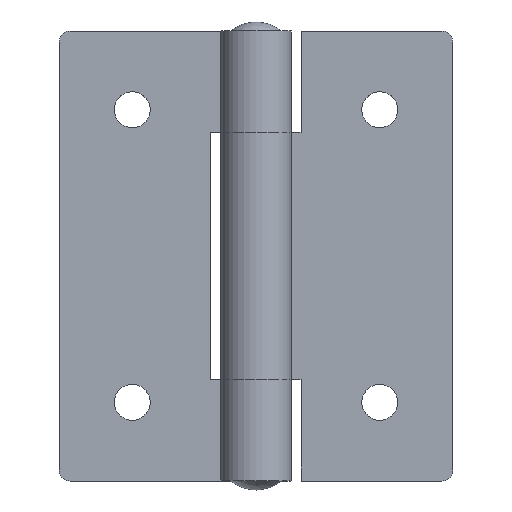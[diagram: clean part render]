
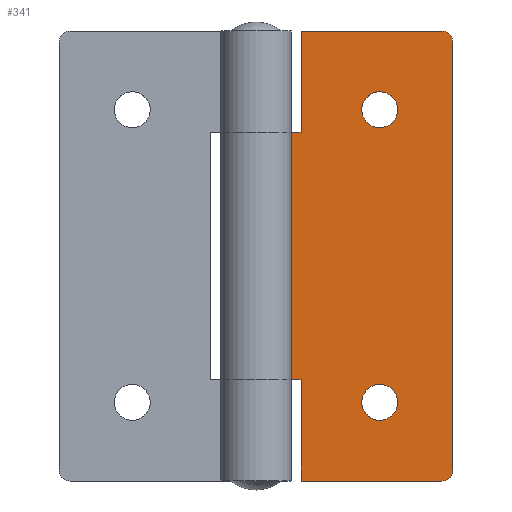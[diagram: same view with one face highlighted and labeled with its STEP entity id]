
A CAD part, top view. The second image highlights one B-rep face of the part: STEP entity #341.
In plain terms, the highlighted face is planar.
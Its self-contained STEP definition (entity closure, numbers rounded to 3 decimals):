
#38 = ORIENTED_EDGE ( 'NONE', *, *, #51, .T. ) ;
#51 = EDGE_CURVE ( 'NONE', #201, #171, #856, .T. ) ;
#62 = EDGE_CURVE ( 'NONE', #719, #798, #643, .T. ) ;
#87 = CARTESIAN_POINT ( 'NONE',  ( 16.5, -1.65, -19. ) ) ;
#89 = DIRECTION ( 'NONE',  ( 0., 1., 0. ) ) ;
#96 = ORIENTED_EDGE ( 'NONE', *, *, #1146, .F. ) ;
#102 = CARTESIAN_POINT ( 'NONE',  ( 11., -1.65, -13. ) ) ;
#106 = AXIS2_PLACEMENT_3D ( 'NONE', #998, #1169, #675 ) ;
#107 = VECTOR ( 'NONE', #1944, 1000. ) ;
#125 = LINE ( 'NONE', #1842, #1556 ) ;
#132 = CARTESIAN_POINT ( 'NONE',  ( 17.5, -1.65, -20. ) ) ;
#137 = ORIENTED_EDGE ( 'NONE', *, *, #1712, .T. ) ;
#147 = CARTESIAN_POINT ( 'NONE',  ( 4., -1.65, 20. ) ) ;
#152 = DIRECTION ( 'NONE',  ( 0., -1., 0. ) ) ;
#171 = VERTEX_POINT ( 'NONE', #667 ) ;
#185 = AXIS2_PLACEMENT_3D ( 'NONE', #87, #583, #1738 ) ;
#190 = VECTOR ( 'NONE', #1637, 1000. ) ;
#201 = VERTEX_POINT ( 'NONE', #566 ) ;
#252 = VERTEX_POINT ( 'NONE', #1378 ) ;
#274 = DIRECTION ( 'NONE',  ( -1., 0., 0. ) ) ;
#297 = FACE_BOUND ( 'NONE', #924, .T. ) ;
#321 = CARTESIAN_POINT ( 'NONE',  ( 17.5, -1.65, 19. ) ) ;
#335 = CARTESIAN_POINT ( 'NONE',  ( 4., -1.65, 20. ) ) ;
#341 = ADVANCED_FACE ( 'NONE', ( #297, #2069, #639 ), #957, .F. ) ;
#347 = ORIENTED_EDGE ( 'NONE', *, *, #1104, .T. ) ;
#373 = VECTOR ( 'NONE', #994, 1000. ) ;
#385 = EDGE_CURVE ( 'NONE', #252, #1811, #545, .T. ) ;
#395 = ORIENTED_EDGE ( 'NONE', *, *, #385, .T. ) ;
#416 = CARTESIAN_POINT ( 'NONE',  ( 2.683, -1.65, 20. ) ) ;
#424 = CARTESIAN_POINT ( 'NONE',  ( 9.4, -1.65, -13. ) ) ;
#439 = CARTESIAN_POINT ( 'NONE',  ( 9.4, -1.65, 13. ) ) ;
#477 = CARTESIAN_POINT ( 'NONE',  ( 17.5, -1.65, 20. ) ) ;
#484 = VECTOR ( 'NONE', #1532, 1000. ) ;
#509 = LINE ( 'NONE', #1873, #1082 ) ;
#516 = EDGE_CURVE ( 'NONE', #798, #719, #1350, .T. ) ;
#518 = CARTESIAN_POINT ( 'NONE',  ( 17.5, -1.65, 11. ) ) ;
#538 = ORIENTED_EDGE ( 'NONE', *, *, #516, .F. ) ;
#545 = CIRCLE ( 'NONE', #2026, 1. ) ;
#566 = CARTESIAN_POINT ( 'NONE',  ( 2.683, -1.65, 11. ) ) ;
#583 = DIRECTION ( 'NONE',  ( 0., 1., 0. ) ) ;
#639 = FACE_OUTER_BOUND ( 'NONE', #1023, .T. ) ;
#643 = CIRCLE ( 'NONE', #809, 1.6 ) ;
#663 = EDGE_CURVE ( 'NONE', #1315, #831, #125, .T. ) ;
#667 = CARTESIAN_POINT ( 'NONE',  ( 4., -1.65, 11. ) ) ;
#675 = DIRECTION ( 'NONE',  ( -1., 0., 0. ) ) ;
#687 = ORIENTED_EDGE ( 'NONE', *, *, #62, .F. ) ;
#709 = AXIS2_PLACEMENT_3D ( 'NONE', #102, #1917, #274 ) ;
#719 = VERTEX_POINT ( 'NONE', #439 ) ;
#759 = DIRECTION ( 'NONE',  ( -1., 0., 0. ) ) ;
#767 = EDGE_CURVE ( 'NONE', #1588, #1987, #1728, .T. ) ;
#798 = VERTEX_POINT ( 'NONE', #1368 ) ;
#809 = AXIS2_PLACEMENT_3D ( 'NONE', #1816, #1359, #1808 ) ;
#831 = VERTEX_POINT ( 'NONE', #2019 ) ;
#856 = LINE ( 'NONE', #518, #373 ) ;
#865 = EDGE_LOOP ( 'NONE', ( #1109, #1257 ) ) ;
#901 = LINE ( 'NONE', #1033, #1080 ) ;
#914 = DIRECTION ( 'NONE',  ( -1., 0., 0. ) ) ;
#922 = EDGE_CURVE ( 'NONE', #1224, #1315, #1088, .T. ) ;
#924 = EDGE_LOOP ( 'NONE', ( #687, #538 ) ) ;
#945 = AXIS2_PLACEMENT_3D ( 'NONE', #477, #152, #1284 ) ;
#951 = ORIENTED_EDGE ( 'NONE', *, *, #663, .T. ) ;
#957 = PLANE ( 'NONE',  #945 ) ;
#959 = CARTESIAN_POINT ( 'NONE',  ( 4., -1.65, -11. ) ) ;
#980 = AXIS2_PLACEMENT_3D ( 'NONE', #1524, #89, #1725 ) ;
#994 = DIRECTION ( 'NONE',  ( 1., 0., 0. ) ) ;
#998 = CARTESIAN_POINT ( 'NONE',  ( 11., -1.65, 13. ) ) ;
#1023 = EDGE_LOOP ( 'NONE', ( #1344, #395, #1245, #347, #1841, #1054, #951, #96, #38, #137 ) ) ;
#1030 = EDGE_CURVE ( 'NONE', #2040, #1224, #1197, .T. ) ;
#1033 = CARTESIAN_POINT ( 'NONE',  ( 17.5, -1.65, 20. ) ) ;
#1042 = VECTOR ( 'NONE', #1050, 1000. ) ;
#1050 = DIRECTION ( 'NONE',  ( 0., 0., -1. ) ) ;
#1054 = ORIENTED_EDGE ( 'NONE', *, *, #922, .T. ) ;
#1059 = VERTEX_POINT ( 'NONE', #1207 ) ;
#1080 = VECTOR ( 'NONE', #914, 1000. ) ;
#1082 = VECTOR ( 'NONE', #1709, 1000. ) ;
#1088 = LINE ( 'NONE', #147, #107 ) ;
#1103 = EDGE_CURVE ( 'NONE', #252, #1202, #901, .T. ) ;
#1104 = EDGE_CURVE ( 'NONE', #1059, #2040, #1597, .T. ) ;
#1109 = ORIENTED_EDGE ( 'NONE', *, *, #1961, .F. ) ;
#1129 = LINE ( 'NONE', #335, #190 ) ;
#1146 = EDGE_CURVE ( 'NONE', #201, #831, #1415, .T. ) ;
#1169 = DIRECTION ( 'NONE',  ( 0., 1., 0. ) ) ;
#1197 = LINE ( 'NONE', #132, #484 ) ;
#1202 = VERTEX_POINT ( 'NONE', #1279 ) ;
#1207 = CARTESIAN_POINT ( 'NONE',  ( 17.5, -1.65, -19. ) ) ;
#1224 = VERTEX_POINT ( 'NONE', #1460 ) ;
#1245 = ORIENTED_EDGE ( 'NONE', *, *, #1457, .T. ) ;
#1257 = ORIENTED_EDGE ( 'NONE', *, *, #767, .F. ) ;
#1279 = CARTESIAN_POINT ( 'NONE',  ( 4., -1.65, 20. ) ) ;
#1284 = DIRECTION ( 'NONE',  ( 1., 0., 0. ) ) ;
#1315 = VERTEX_POINT ( 'NONE', #959 ) ;
#1344 = ORIENTED_EDGE ( 'NONE', *, *, #1103, .F. ) ;
#1350 = CIRCLE ( 'NONE', #106, 1.6 ) ;
#1359 = DIRECTION ( 'NONE',  ( 0., 1., 0. ) ) ;
#1368 = CARTESIAN_POINT ( 'NONE',  ( 12.6, -1.65, 13. ) ) ;
#1378 = CARTESIAN_POINT ( 'NONE',  ( 16.5, -1.65, 20. ) ) ;
#1415 = LINE ( 'NONE', #416, #1042 ) ;
#1457 = EDGE_CURVE ( 'NONE', #1811, #1059, #509, .T. ) ;
#1460 = CARTESIAN_POINT ( 'NONE',  ( 4., -1.65, -20. ) ) ;
#1524 = CARTESIAN_POINT ( 'NONE',  ( 11., -1.65, -13. ) ) ;
#1532 = DIRECTION ( 'NONE',  ( -1., 0., 0. ) ) ;
#1556 = VECTOR ( 'NONE', #759, 1000. ) ;
#1588 = VERTEX_POINT ( 'NONE', #2059 ) ;
#1597 = CIRCLE ( 'NONE', #185, 1. ) ;
#1606 = DIRECTION ( 'NONE',  ( 1., 0., 0. ) ) ;
#1620 = DIRECTION ( 'NONE',  ( 0., 1., 0. ) ) ;
#1637 = DIRECTION ( 'NONE',  ( 0., 0., 1. ) ) ;
#1709 = DIRECTION ( 'NONE',  ( 0., 0., -1. ) ) ;
#1712 = EDGE_CURVE ( 'NONE', #171, #1202, #1129, .T. ) ;
#1725 = DIRECTION ( 'NONE',  ( -1., 0., 0. ) ) ;
#1728 = CIRCLE ( 'NONE', #980, 1.6 ) ;
#1738 = DIRECTION ( 'NONE',  ( 1., 0., 0. ) ) ;
#1753 = CARTESIAN_POINT ( 'NONE',  ( 16.5, -1.65, 19. ) ) ;
#1808 = DIRECTION ( 'NONE',  ( -1., 0., 0. ) ) ;
#1811 = VERTEX_POINT ( 'NONE', #321 ) ;
#1816 = CARTESIAN_POINT ( 'NONE',  ( 11., -1.65, 13. ) ) ;
#1831 = CIRCLE ( 'NONE', #709, 1.6 ) ;
#1841 = ORIENTED_EDGE ( 'NONE', *, *, #1030, .T. ) ;
#1842 = CARTESIAN_POINT ( 'NONE',  ( 17.5, -1.65, -11. ) ) ;
#1873 = CARTESIAN_POINT ( 'NONE',  ( 17.5, -1.65, 20. ) ) ;
#1907 = CARTESIAN_POINT ( 'NONE',  ( 16.5, -1.65, -20. ) ) ;
#1917 = DIRECTION ( 'NONE',  ( 0., 1., 0. ) ) ;
#1944 = DIRECTION ( 'NONE',  ( 0., 0., 1. ) ) ;
#1961 = EDGE_CURVE ( 'NONE', #1987, #1588, #1831, .T. ) ;
#1987 = VERTEX_POINT ( 'NONE', #424 ) ;
#2019 = CARTESIAN_POINT ( 'NONE',  ( 2.683, -1.65, -11. ) ) ;
#2026 = AXIS2_PLACEMENT_3D ( 'NONE', #1753, #1620, #1606 ) ;
#2040 = VERTEX_POINT ( 'NONE', #1907 ) ;
#2059 = CARTESIAN_POINT ( 'NONE',  ( 12.6, -1.65, -13. ) ) ;
#2069 = FACE_BOUND ( 'NONE', #865, .T. ) ;
